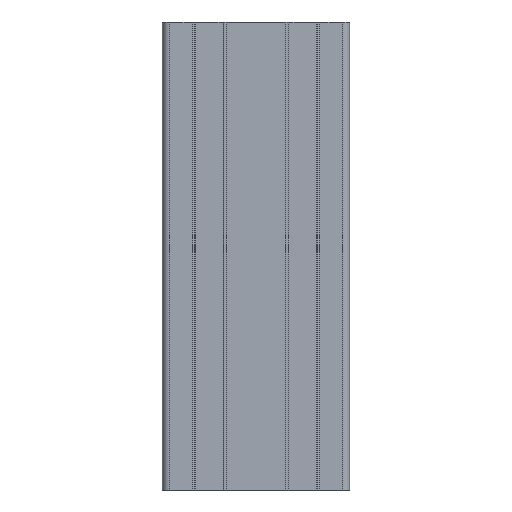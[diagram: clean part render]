
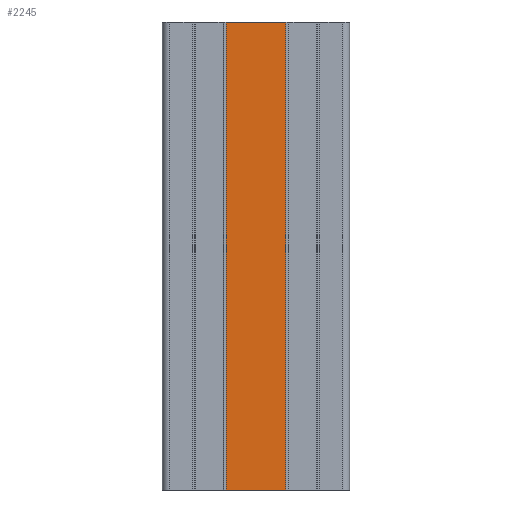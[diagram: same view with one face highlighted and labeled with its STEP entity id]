
A CAD part, front view. The second image highlights one B-rep face of the part: STEP entity #2245.
In plain terms, the highlighted planar face has unit normal (0, -1, 0).
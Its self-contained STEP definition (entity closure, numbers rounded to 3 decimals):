
#119=PLANE('',#2379);
#227=FACE_OUTER_BOUND('',#335,.T.);
#335=EDGE_LOOP('',(#1909,#1910,#1911,#1912));
#641=LINE('',#3548,#947);
#642=LINE('',#3551,#948);
#643=LINE('',#3553,#949);
#644=LINE('',#3554,#950);
#947=VECTOR('',#2909,10.);
#948=VECTOR('',#2912,10.);
#949=VECTOR('',#2913,10.);
#950=VECTOR('',#2914,10.);
#1175=VERTEX_POINT('',#3544);
#1176=VERTEX_POINT('',#3546);
#1177=VERTEX_POINT('',#3550);
#1178=VERTEX_POINT('',#3552);
#1489=EDGE_CURVE('',#1175,#1176,#641,.T.);
#1490=EDGE_CURVE('',#1177,#1175,#642,.T.);
#1491=EDGE_CURVE('',#1178,#1176,#643,.T.);
#1492=EDGE_CURVE('',#1177,#1178,#644,.T.);
#1909=ORIENTED_EDGE('',*,*,#1490,.T.);
#1910=ORIENTED_EDGE('',*,*,#1489,.T.);
#1911=ORIENTED_EDGE('',*,*,#1491,.F.);
#1912=ORIENTED_EDGE('',*,*,#1492,.F.);
#2245=ADVANCED_FACE('',(#227),#119,.T.);
#2379=AXIS2_PLACEMENT_3D('',#3549,#2910,#2911);
#2909=DIRECTION('',(0.,0.,1.));
#2910=DIRECTION('center_axis',(0.,-1.,0.));
#2911=DIRECTION('ref_axis',(1.,0.,0.));
#2912=DIRECTION('',(1.,0.,0.));
#2913=DIRECTION('',(1.,0.,0.));
#2914=DIRECTION('',(0.,0.,1.));
#3544=CARTESIAN_POINT('',(52.4,0.,0.));
#3546=CARTESIAN_POINT('',(52.4,0.,100.));
#3548=CARTESIAN_POINT('',(52.4,0.,0.));
#3549=CARTESIAN_POINT('Origin',(39.6,0.,0.));
#3550=CARTESIAN_POINT('',(39.6,0.,0.));
#3551=CARTESIAN_POINT('',(39.6,0.,0.));
#3552=CARTESIAN_POINT('',(39.6,0.,100.));
#3553=CARTESIAN_POINT('',(39.6,0.,100.));
#3554=CARTESIAN_POINT('',(39.6,0.,0.));
